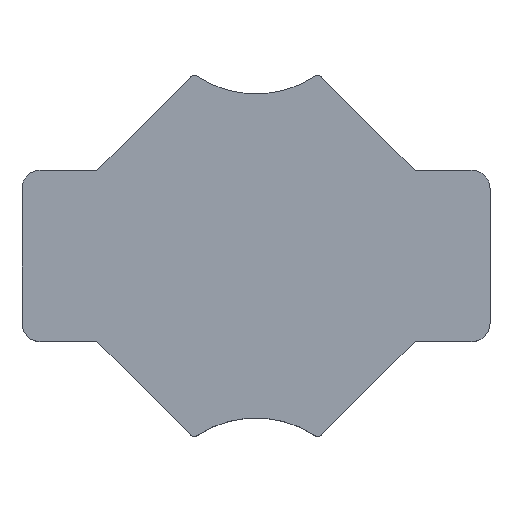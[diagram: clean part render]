
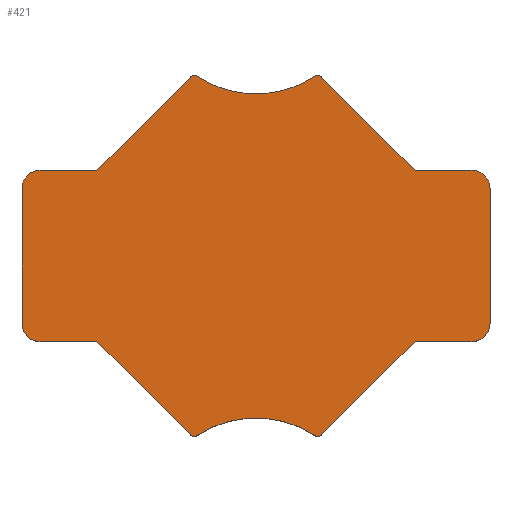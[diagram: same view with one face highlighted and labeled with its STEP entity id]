
A CAD part, top view. The second image highlights one B-rep face of the part: STEP entity #421.
In plain terms, the highlighted planar face has unit normal (0, 0, 1).
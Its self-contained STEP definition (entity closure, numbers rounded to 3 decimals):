
#15=CIRCLE('',#439,1.);
#17=CIRCLE('',#444,0.3);
#19=CIRCLE('',#447,6.);
#21=CIRCLE('',#450,0.3);
#23=CIRCLE('',#455,1.);
#25=CIRCLE('',#459,1.);
#27=CIRCLE('',#464,0.3);
#29=CIRCLE('',#467,6.);
#31=CIRCLE('',#470,0.3);
#33=CIRCLE('',#475,1.);
#65=FACE_OUTER_BOUND('',#87,.T.);
#87=EDGE_LOOP('',(#349,#350,#351,#352,#353,#354,#355,#356,#357,#358,#359,
#360,#361,#362,#363,#364,#365,#366,#367,#368));
#89=LINE('',#609,#129);
#94=LINE('',#623,#134);
#97=LINE('',#629,#137);
#103=LINE('',#653,#143);
#106=LINE('',#659,#146);
#110=LINE('',#671,#150);
#114=LINE('',#683,#154);
#117=LINE('',#689,#157);
#123=LINE('',#713,#163);
#126=LINE('',#719,#166);
#129=VECTOR('',#483,10.);
#134=VECTOR('',#496,10.);
#137=VECTOR('',#501,10.);
#143=VECTOR('',#527,10.);
#146=VECTOR('',#532,10.);
#150=VECTOR('',#544,10.);
#154=VECTOR('',#556,10.);
#157=VECTOR('',#561,10.);
#163=VECTOR('',#587,10.);
#166=VECTOR('',#592,10.);
#169=VERTEX_POINT('',#607);
#170=VERTEX_POINT('',#608);
#173=VERTEX_POINT('',#616);
#175=VERTEX_POINT('',#622);
#177=VERTEX_POINT('',#628);
#179=VERTEX_POINT('',#634);
#181=VERTEX_POINT('',#640);
#183=VERTEX_POINT('',#646);
#185=VERTEX_POINT('',#652);
#187=VERTEX_POINT('',#658);
#189=VERTEX_POINT('',#664);
#191=VERTEX_POINT('',#670);
#193=VERTEX_POINT('',#676);
#195=VERTEX_POINT('',#682);
#197=VERTEX_POINT('',#688);
#199=VERTEX_POINT('',#694);
#201=VERTEX_POINT('',#700);
#203=VERTEX_POINT('',#706);
#205=VERTEX_POINT('',#712);
#207=VERTEX_POINT('',#718);
#209=EDGE_CURVE('',#169,#170,#89,.T.);
#213=EDGE_CURVE('',#169,#173,#15,.T.);
#216=EDGE_CURVE('',#175,#173,#94,.T.);
#219=EDGE_CURVE('',#177,#175,#97,.T.);
#222=EDGE_CURVE('',#177,#179,#17,.T.);
#225=EDGE_CURVE('',#181,#179,#19,.T.);
#228=EDGE_CURVE('',#181,#183,#21,.T.);
#231=EDGE_CURVE('',#185,#183,#103,.T.);
#234=EDGE_CURVE('',#187,#185,#106,.T.);
#237=EDGE_CURVE('',#187,#189,#23,.T.);
#240=EDGE_CURVE('',#191,#189,#110,.T.);
#243=EDGE_CURVE('',#191,#193,#25,.T.);
#246=EDGE_CURVE('',#195,#193,#114,.T.);
#249=EDGE_CURVE('',#197,#195,#117,.T.);
#252=EDGE_CURVE('',#197,#199,#27,.T.);
#255=EDGE_CURVE('',#201,#199,#29,.T.);
#258=EDGE_CURVE('',#201,#203,#31,.T.);
#261=EDGE_CURVE('',#205,#203,#123,.T.);
#264=EDGE_CURVE('',#207,#205,#126,.T.);
#267=EDGE_CURVE('',#207,#170,#33,.T.);
#349=ORIENTED_EDGE('',*,*,#267,.T.);
#350=ORIENTED_EDGE('',*,*,#209,.F.);
#351=ORIENTED_EDGE('',*,*,#213,.T.);
#352=ORIENTED_EDGE('',*,*,#216,.F.);
#353=ORIENTED_EDGE('',*,*,#219,.F.);
#354=ORIENTED_EDGE('',*,*,#222,.T.);
#355=ORIENTED_EDGE('',*,*,#225,.F.);
#356=ORIENTED_EDGE('',*,*,#228,.T.);
#357=ORIENTED_EDGE('',*,*,#231,.F.);
#358=ORIENTED_EDGE('',*,*,#234,.F.);
#359=ORIENTED_EDGE('',*,*,#237,.T.);
#360=ORIENTED_EDGE('',*,*,#240,.F.);
#361=ORIENTED_EDGE('',*,*,#243,.T.);
#362=ORIENTED_EDGE('',*,*,#246,.F.);
#363=ORIENTED_EDGE('',*,*,#249,.F.);
#364=ORIENTED_EDGE('',*,*,#252,.T.);
#365=ORIENTED_EDGE('',*,*,#255,.F.);
#366=ORIENTED_EDGE('',*,*,#258,.T.);
#367=ORIENTED_EDGE('',*,*,#261,.F.);
#368=ORIENTED_EDGE('',*,*,#264,.F.);
#399=PLANE('',#477);
#421=ADVANCED_FACE('',(#65),#399,.T.);
#439=AXIS2_PLACEMENT_3D('',#617,#489,#490);
#444=AXIS2_PLACEMENT_3D('',#635,#506,#507);
#447=AXIS2_PLACEMENT_3D('',#641,#513,#514);
#450=AXIS2_PLACEMENT_3D('',#647,#520,#521);
#455=AXIS2_PLACEMENT_3D('',#665,#537,#538);
#459=AXIS2_PLACEMENT_3D('',#677,#549,#550);
#464=AXIS2_PLACEMENT_3D('',#695,#566,#567);
#467=AXIS2_PLACEMENT_3D('',#701,#573,#574);
#470=AXIS2_PLACEMENT_3D('',#707,#580,#581);
#475=AXIS2_PLACEMENT_3D('',#724,#597,#598);
#477=AXIS2_PLACEMENT_3D('',#726,#601,#602);
#483=DIRECTION('',(0.,1.,0.));
#489=DIRECTION('center_axis',(0.,0.,1.));
#490=DIRECTION('ref_axis',(-1.,0.,0.));
#496=DIRECTION('',(-1.,0.,0.));
#501=DIRECTION('',(-0.707,0.707,0.));
#506=DIRECTION('center_axis',(0.,0.,1.));
#507=DIRECTION('ref_axis',(-0.707,-0.707,0.));
#513=DIRECTION('center_axis',(0.,0.,1.));
#514=DIRECTION('ref_axis',(0.546,0.838,0.));
#520=DIRECTION('center_axis',(0.,0.,1.));
#521=DIRECTION('ref_axis',(-0.546,-0.838,0.));
#527=DIRECTION('',(-0.707,-0.707,0.));
#532=DIRECTION('',(-1.,0.,0.));
#537=DIRECTION('center_axis',(0.,0.,1.));
#538=DIRECTION('ref_axis',(0.,-1.,0.));
#544=DIRECTION('',(0.,-1.,0.));
#549=DIRECTION('center_axis',(0.,0.,1.));
#550=DIRECTION('ref_axis',(1.,0.,0.));
#556=DIRECTION('',(1.,0.,0.));
#561=DIRECTION('',(0.707,-0.707,0.));
#566=DIRECTION('center_axis',(0.,0.,1.));
#567=DIRECTION('ref_axis',(0.707,0.707,0.));
#573=DIRECTION('center_axis',(0.,0.,1.));
#574=DIRECTION('ref_axis',(-0.546,-0.838,0.));
#580=DIRECTION('center_axis',(0.,0.,1.));
#581=DIRECTION('ref_axis',(0.546,0.838,0.));
#587=DIRECTION('',(0.707,0.707,0.));
#592=DIRECTION('',(1.,0.,0.));
#597=DIRECTION('center_axis',(0.,0.,1.));
#598=DIRECTION('ref_axis',(0.,1.,0.));
#601=DIRECTION('center_axis',(0.,0.,1.));
#602=DIRECTION('ref_axis',(-1.,0.,0.));
#607=CARTESIAN_POINT('',(-13.,-3.75,0.));
#608=CARTESIAN_POINT('',(-13.,3.75,0.));
#609=CARTESIAN_POINT('',(-13.,-3.75,0.));
#616=CARTESIAN_POINT('',(-12.,-4.75,0.));
#617=CARTESIAN_POINT('Origin',(-12.,-3.75,0.));
#622=CARTESIAN_POINT('',(-8.836,-4.75,0.));
#623=CARTESIAN_POINT('',(-8.836,-4.75,0.));
#628=CARTESIAN_POINT('',(-3.652,-9.934,0.));
#629=CARTESIAN_POINT('',(-3.652,-9.934,0.));
#634=CARTESIAN_POINT('',(-3.276,-9.973,0.));
#635=CARTESIAN_POINT('Origin',(-3.44,-9.722,0.));
#640=CARTESIAN_POINT('',(3.276,-9.973,0.));
#641=CARTESIAN_POINT('Origin',(0.,-15.,0.));
#646=CARTESIAN_POINT('',(3.652,-9.934,0.));
#647=CARTESIAN_POINT('Origin',(3.44,-9.722,0.));
#652=CARTESIAN_POINT('',(8.836,-4.75,0.));
#653=CARTESIAN_POINT('',(8.836,-4.75,0.));
#658=CARTESIAN_POINT('',(12.,-4.75,0.));
#659=CARTESIAN_POINT('',(12.,-4.75,0.));
#664=CARTESIAN_POINT('',(13.,-3.75,0.));
#665=CARTESIAN_POINT('Origin',(12.,-3.75,0.));
#670=CARTESIAN_POINT('',(13.,3.75,0.));
#671=CARTESIAN_POINT('',(13.,3.75,0.));
#676=CARTESIAN_POINT('',(12.,4.75,0.));
#677=CARTESIAN_POINT('Origin',(12.,3.75,0.));
#682=CARTESIAN_POINT('',(8.836,4.75,0.));
#683=CARTESIAN_POINT('',(8.836,4.75,0.));
#688=CARTESIAN_POINT('',(3.652,9.934,0.));
#689=CARTESIAN_POINT('',(3.652,9.934,0.));
#694=CARTESIAN_POINT('',(3.276,9.973,0.));
#695=CARTESIAN_POINT('Origin',(3.44,9.722,0.));
#700=CARTESIAN_POINT('',(-3.276,9.973,0.));
#701=CARTESIAN_POINT('Origin',(0.,15.,0.));
#706=CARTESIAN_POINT('',(-3.652,9.934,0.));
#707=CARTESIAN_POINT('Origin',(-3.44,9.722,0.));
#712=CARTESIAN_POINT('',(-8.836,4.75,0.));
#713=CARTESIAN_POINT('',(-8.836,4.75,0.));
#718=CARTESIAN_POINT('',(-12.,4.75,0.));
#719=CARTESIAN_POINT('',(-12.,4.75,0.));
#724=CARTESIAN_POINT('Origin',(-12.,3.75,0.));
#726=CARTESIAN_POINT('Origin',(0.,0.,0.));
